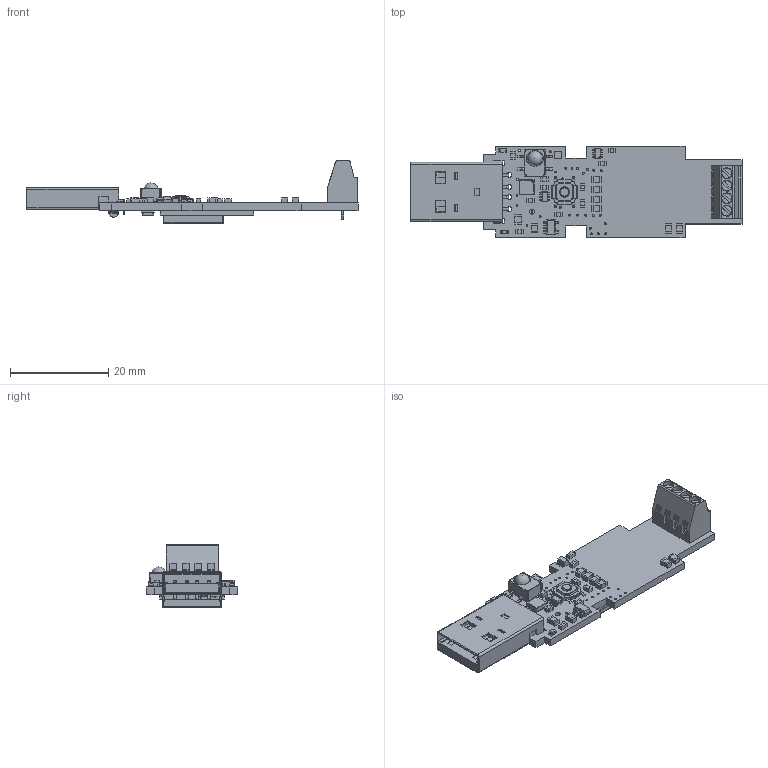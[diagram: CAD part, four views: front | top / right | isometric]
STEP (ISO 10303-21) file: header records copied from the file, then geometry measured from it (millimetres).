
FILE_DESCRIPTION(/* description */ (''),/* implementation_level */ '2;1');
FILE_NAME(/* name */ '6332 Sparkle Motion Stick.step',/* time_stamp */ '2025-05-22T09:37:25-04:00',/* author */ (''),/* organization */ (''),/* preprocessor_version */ 'ST-DEVELOPER v20.1',/* originating_system */ 'Autodesk Translation Framework v14.10.0.0',/* authorisation */ '');
FILE_SCHEMA (('AUTOMOTIVE_DESIGN { 1 0 10303 214 3 1 1 }'));
Products named in the file (16): PCB Component; Board; RT9080-3.3; GREEN; 6V 2A; 10K; WS2812B_SK6805_1515; DUAL NPN; CH343P; ESP32-MINI-1; 74LVC2G34GW; ICS-43434; USB Plug; SWITCH-MOMENTARY-2SMD; 4pin TERMINAL; GENERIC_IR_RECV_IRM-H6XXT
Assembly tree (32 placements, depth 2):
  PCB Component
    Board
    RT9080-3.3
    GREEN  x2
    6V 2A  x8
    10K  x10
    WS2812B_SK6805_1515
    DUAL NPN
    CH343P
    ESP32-MINI-1
    74LVC2G34GW
    ICS-43434
    USB Plug
    SWITCH-MOMENTARY-2SMD
    4pin TERMINAL
    GENERIC_IR_RECV_IRM-H6XXT
Bounding box: 67.45 x 18.5 x 12.67 mm (x, y, z)
Volume: 2783.1 mm3; surface area: 7174.1 mm2
Topology: 190 solids, 190 shells, 3017 faces, 7375 edges, 4813 vertices
Faces by surface type: plane 2530, cylinder 423, bspline 44, cone 10, torus 5, sphere 5
Full cylindrical faces by diameter (mm): 0.22 x1, 0.237 x1, 0.25 x20, 0.3 x1, 0.325 x3, 0.394 x39, 0.5 x2, 1 x10, 1.025 x4, 1.1 x2, 1.6 x8, 1.625 x2, 1.7 x4, 2 x1, 2.1 x1, 2.2 x4
Entity records: 81640 total; most frequent: CARTESIAN_POINT 15187, ORIENTED_EDGE 13278, DIRECTION 13016, EDGE_CURVE 6639, LINE 5626, VECTOR 5626, VERTEX_POINT 4323, AXIS2_PLACEMENT_3D 3695
